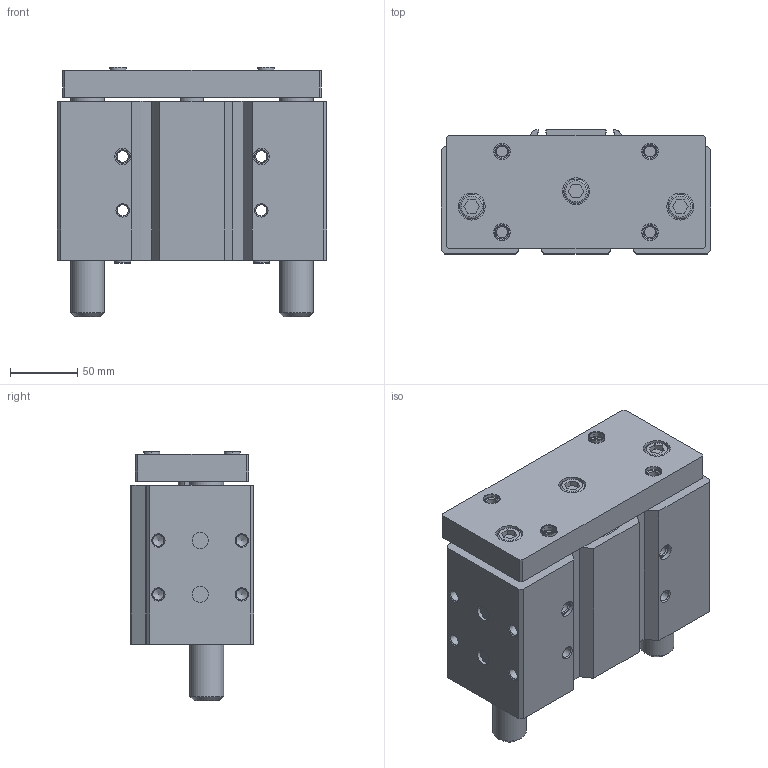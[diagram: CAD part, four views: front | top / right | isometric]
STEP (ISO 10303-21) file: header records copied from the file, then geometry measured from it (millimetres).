
FILE_DESCRIPTION(/* description */ ('STEP AP214'),/* implementation_level */ '2;1');
FILE_NAME(/* name */ '170961_DFM-80-50-P-A-KF',/* time_stamp */ '2024-08-14T08:39:09+02:00',/* author */ ('License CC BY-ND 4.0'),/* organization */ ('CADENAS'),/* preprocessor_version */ 'ST-DEVELOPER v19.3',/* originating_system */ 'PARTsolutions',/* authorisation */ ' ');
FILE_SCHEMA (('AUTOMOTIVE_DESIGN {1 0 10303 214 3 1 1}'));
Length unit declared in the file: millimetre
Products named in the file (5): 170961 DFM-80-50-P-A-KF---(0); 170961 DFM-80-50-P-A-KF---(Z); 170961 DFM-80-50-P-A-KF---(K); 8137185 ZBH-12-B; 116517 G3/8
Assembly tree (8 placements, depth 2):
  170961 DFM-80-50-P-A-KF---(0)
    170961 DFM-80-50-P-A-KF---(Z)
    170961 DFM-80-50-P-A-KF---(K)
    8137185 ZBH-12-B  x4
    116517 G3/8  x2
Bounding box: 200 x 92 x 185.3 mm (x, y, z)
Volume: 1946794.3 mm3; surface area: 277145.3 mm2
Topology: 8 solids, 8 shells, 306 faces, 689 edges, 441 vertices
Faces by surface type: plane 148, cylinder 87, cone 60, torus 11
Full cylindrical faces by diameter (mm): 8.376 x16, 8.4 x4, 12 x10, 14.95 x4, 15 x4, 16 x1, 16.662 x6, 18 x3, 20 x4, 25 x4, 80 x2, 82 x1
Entity records: 7019 total; most frequent: DIRECTION 1198, CARTESIAN_POINT 1144, ORIENTED_EDGE 932, AXIS2_PLACEMENT_3D 475, EDGE_CURVE 466, FACE_BOUND 429, EDGE_LOOP 420, VERTEX_POINT 367
